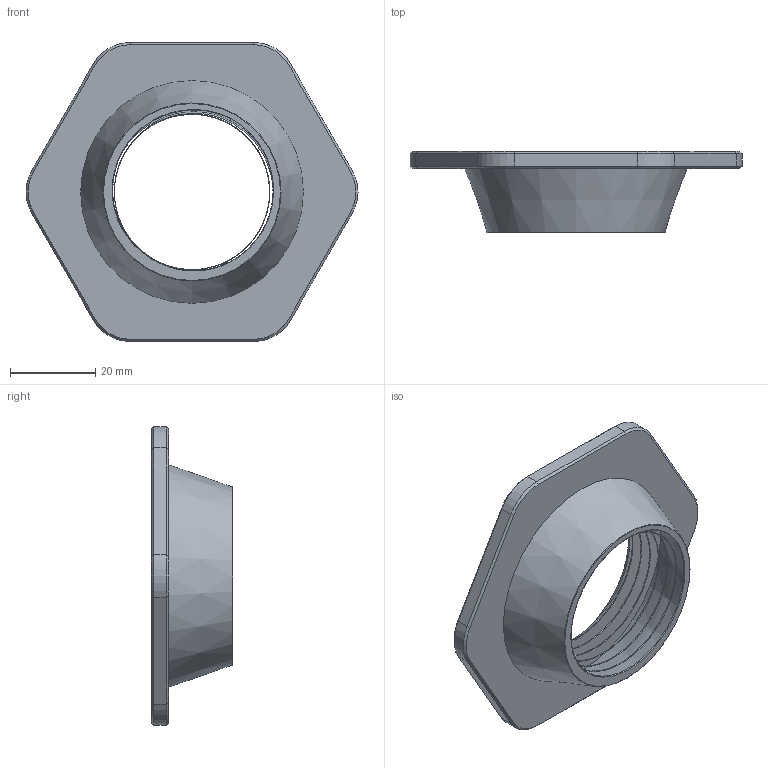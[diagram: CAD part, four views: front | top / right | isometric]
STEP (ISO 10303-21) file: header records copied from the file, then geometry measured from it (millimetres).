
FILE_DESCRIPTION( ( '' ), ' ' );
FILE_NAME( '5de4c081cbc37b1598198024.step', '2019-12-02T07:42:58', ( '' ), ( '' ), ' ', ' ', ' ' );
FILE_SCHEMA( ( 'AUTOMOTIVE_DESIGN { 1 0 10303 214 1 1 1 1 }' ) );
Length unit declared in the file: metre
Products named in the file (1): nut
Bounding box: 77.73 x 19 x 70 mm (x, y, z)
Surface area: 8748.1 mm2 (no closed solid volume)
Topology: 0 solids, 1 shells, 46 faces, 111 edges, 67 vertices
Faces by surface type: plane 21, cone 15, cylinder 7, bspline 3
Entity records: 7676 total; most frequent: CARTESIAN_POINT 6229, ORIENTED_EDGE 218, DIRECTION 206, EDGE_CURVE 109, AXIS2_PLACEMENT_3D 73, VERTEX_POINT 66, LINE 60, VECTOR 60
